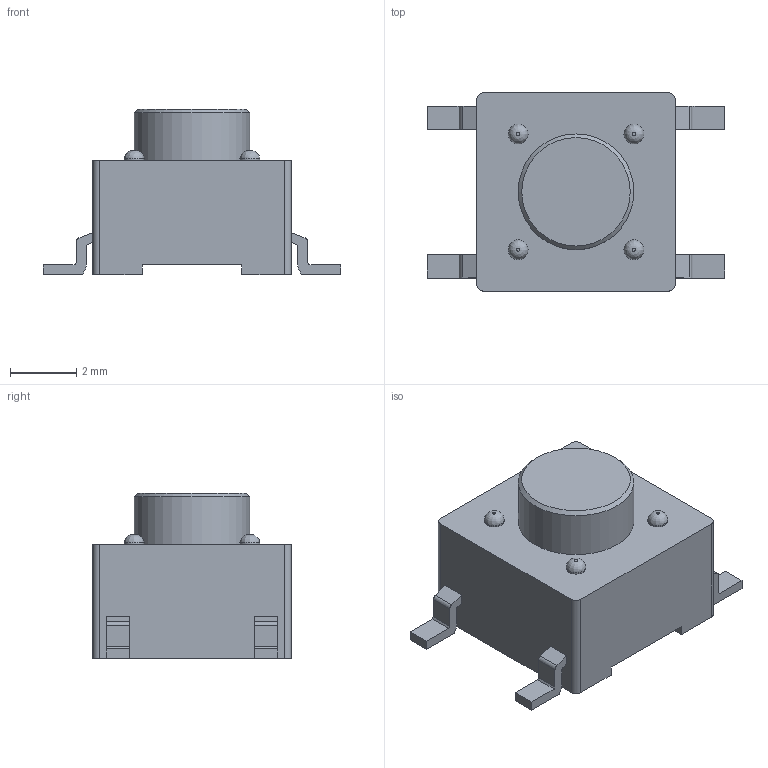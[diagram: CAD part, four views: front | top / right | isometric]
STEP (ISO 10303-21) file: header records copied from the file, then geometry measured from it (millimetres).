
FILE_DESCRIPTION(('HOOPS Exchange Step'),'2;1');
FILE_NAME('temp_export','2023-04-25T10:42:32+08:00',('lyan'),('Shapr3D Limited'),'HOOPS Exchange 2022.2','Shapr3D','Authorized');
FILE_SCHEMA( ('AUTOMOTIVE_DESIGN { 1 0 10303 214 1 1 1 1 }') );
Length unit declared in the file: millimetre
Products named in the file (2): SW_SPST_PTS645.step; root
Assembly tree (1 placements, depth 2):
  root
    SW_SPST_PTS645.step
Bounding box: 9 x 6 x 5 mm (x, y, z)
Volume: 135.7 mm3; surface area: 191.3 mm2
Topology: 1 solids, 1 shells, 89 faces, 239 edges, 161 vertices
Faces by surface type: plane 59, cylinder 25, bspline 4, cone 1
Full cylindrical faces by diameter (mm): 0.6 x4, 3.5 x1
Entity records: 3262 total; most frequent: CARTESIAN_POINT 899, ORIENTED_EDGE 478, DIRECTION 466, EDGE_CURVE 239, VECTOR 170, LINE 170, VERTEX_POINT 161, AXIS2_PLACEMENT_3D 148
